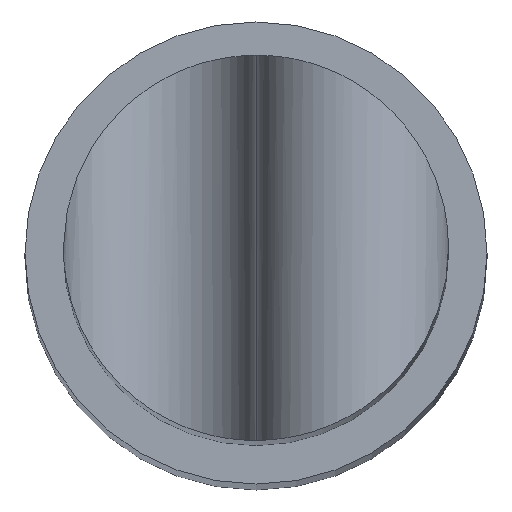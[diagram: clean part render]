
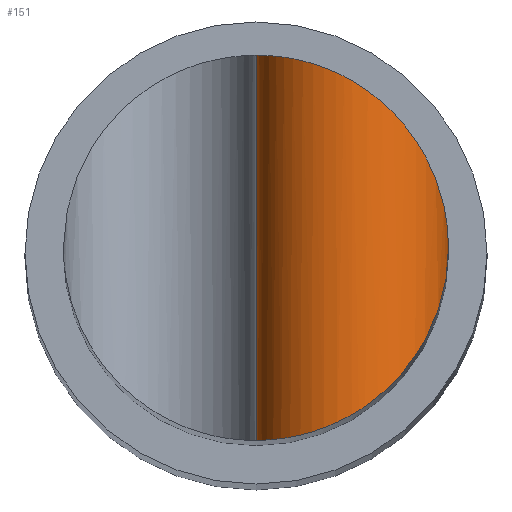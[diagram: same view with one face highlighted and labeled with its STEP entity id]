
A CAD part, top view. The second image highlights one B-rep face of the part: STEP entity #151.
In plain terms, the highlighted cylindrical face has radius 0.625 mm (diameter 1.25 mm), a partial arc.
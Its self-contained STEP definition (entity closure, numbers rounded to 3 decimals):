
#13=LINE($,#286,#14);
#14=VECTOR($,#204,2.5);
#15=B_SPLINE_CURVE_WITH_KNOTS($,3,(#243,#244,#245,#246,#247,#248,#249,#250,
#251,#252),.UNSPECIFIED.,.F.,.F.,(4,2,2,2,4),(-0.334,-0.309,
-0.284,-0.261,-0.237),.UNSPECIFIED.);
#16=B_SPLINE_CURVE_WITH_KNOTS($,3,(#254,#255,#256,#257,#258,#259,#260,#261,
#262,#263),.UNSPECIFIED.,.F.,.F.,(4,2,2,2,4),(-0.474,-0.432,
-0.391,-0.362,-0.334),.UNSPECIFIED.);
#17=B_SPLINE_CURVE_WITH_KNOTS($,3,(#265,#266,#267,#268,#269,#270,#271,#272,
#273,#274),.UNSPECIFIED.,.F.,.F.,(4,2,2,2,4),(-0.14,-0.111,
-0.083,-0.042,0.),.UNSPECIFIED.);
#18=B_SPLINE_CURVE_WITH_KNOTS($,3,(#276,#277,#278,#279,#280,#281,#282,#283,
#284,#285),.UNSPECIFIED.,.F.,.F.,(4,2,2,2,4),(-0.237,-0.213,
-0.19,-0.165,-0.14),.UNSPECIFIED.);
#40=FACE_OUTER_BOUND($,#56,.T.);
#56=EDGE_LOOP($,(#116,#117,#118,#119,#120));
#82=VERTEX_POINT($,#241);
#83=VERTEX_POINT($,#242);
#84=VERTEX_POINT($,#253);
#85=VERTEX_POINT($,#264);
#86=VERTEX_POINT($,#275);
#97=EDGE_CURVE($,#82,#83,#15,.T.);
#98=EDGE_CURVE($,#84,#82,#16,.T.);
#99=EDGE_CURVE($,#85,#84,#17,.T.);
#100=EDGE_CURVE($,#86,#85,#18,.T.);
#101=EDGE_CURVE($,#86,#83,#13,.T.);
#116=ORIENTED_EDGE($,*,*,#97,.F.);
#117=ORIENTED_EDGE($,*,*,#98,.F.);
#118=ORIENTED_EDGE($,*,*,#99,.F.);
#119=ORIENTED_EDGE($,*,*,#100,.F.);
#120=ORIENTED_EDGE($,*,*,#101,.T.);
#142=CYLINDRICAL_SURFACE($,#171,0.625);
#151=ADVANCED_FACE($,(#40),#142,.T.);
#171=AXIS2_PLACEMENT_3D($,#240,#202,#203);
#202=DIRECTION('center_axis',(0.,1.,0.));
#203=DIRECTION('ref_axis',(-1.,0.,0.));
#204=DIRECTION($,(0.,-1.,0.));
#240=CARTESIAN_POINT('Origin',(0.625,0.,41.375));
#241=CARTESIAN_POINT('',(0.625,-1.083,42.));
#242=CARTESIAN_POINT('',(0.,-1.25,41.375));
#243=CARTESIAN_POINT('Ctrl Pts',(0.625,-1.083,42.));
#244=CARTESIAN_POINT('Ctrl Pts',(0.553,-1.124,42.));
#245=CARTESIAN_POINT('Ctrl Pts',(0.471,-1.161,41.987));
#246=CARTESIAN_POINT('Ctrl Pts',(0.315,-1.212,41.924));
#247=CARTESIAN_POINT('Ctrl Pts',(0.242,-1.228,41.875));
#248=CARTESIAN_POINT('Ctrl Pts',(0.128,-1.245,41.762));
#249=CARTESIAN_POINT('Ctrl Pts',(0.08,-1.248,41.691));
#250=CARTESIAN_POINT('Ctrl Pts',(0.016,-1.25,41.537));
#251=CARTESIAN_POINT('Ctrl Pts',(0.,-1.25,41.454));
#252=CARTESIAN_POINT('Ctrl Pts',(0.,-1.25,41.375));
#253=CARTESIAN_POINT('',(1.25,0.,41.375));
#254=CARTESIAN_POINT('Ctrl Pts',(1.25,0.,41.375));
#255=CARTESIAN_POINT('Ctrl Pts',(1.25,-0.113,41.455));
#256=CARTESIAN_POINT('Ctrl Pts',(1.234,-0.236,41.542));
#257=CARTESIAN_POINT('Ctrl Pts',(1.162,-0.477,41.707));
#258=CARTESIAN_POINT('Ctrl Pts',(1.107,-0.594,41.784));
#259=CARTESIAN_POINT('Ctrl Pts',(0.99,-0.768,41.886));
#260=CARTESIAN_POINT('Ctrl Pts',(0.929,-0.842,41.926));
#261=CARTESIAN_POINT('Ctrl Pts',(0.788,-0.975,41.983));
#262=CARTESIAN_POINT('Ctrl Pts',(0.707,-1.035,42.));
#263=CARTESIAN_POINT('Ctrl Pts',(0.625,-1.083,42.));
#264=CARTESIAN_POINT('',(0.625,1.083,42.));
#265=CARTESIAN_POINT('Ctrl Pts',(0.625,1.083,42.));
#266=CARTESIAN_POINT('Ctrl Pts',(0.707,1.035,42.));
#267=CARTESIAN_POINT('Ctrl Pts',(0.788,0.975,41.983));
#268=CARTESIAN_POINT('Ctrl Pts',(0.929,0.842,41.926));
#269=CARTESIAN_POINT('Ctrl Pts',(0.99,0.768,41.886));
#270=CARTESIAN_POINT('Ctrl Pts',(1.107,0.594,41.784));
#271=CARTESIAN_POINT('Ctrl Pts',(1.162,0.477,41.707));
#272=CARTESIAN_POINT('Ctrl Pts',(1.234,0.236,41.542));
#273=CARTESIAN_POINT('Ctrl Pts',(1.25,0.113,41.455));
#274=CARTESIAN_POINT('Ctrl Pts',(1.25,0.,41.375));
#275=CARTESIAN_POINT('',(0.,1.25,41.375));
#276=CARTESIAN_POINT('Ctrl Pts',(0.,1.25,41.375));
#277=CARTESIAN_POINT('Ctrl Pts',(0.,1.25,41.454));
#278=CARTESIAN_POINT('Ctrl Pts',(0.016,1.25,41.537));
#279=CARTESIAN_POINT('Ctrl Pts',(0.08,1.248,41.691));
#280=CARTESIAN_POINT('Ctrl Pts',(0.128,1.245,41.762));
#281=CARTESIAN_POINT('Ctrl Pts',(0.242,1.228,41.875));
#282=CARTESIAN_POINT('Ctrl Pts',(0.315,1.212,41.924));
#283=CARTESIAN_POINT('Ctrl Pts',(0.471,1.161,41.987));
#284=CARTESIAN_POINT('Ctrl Pts',(0.553,1.124,42.));
#285=CARTESIAN_POINT('Ctrl Pts',(0.625,1.083,42.));
#286=CARTESIAN_POINT($,(0.,1.25,41.375));
